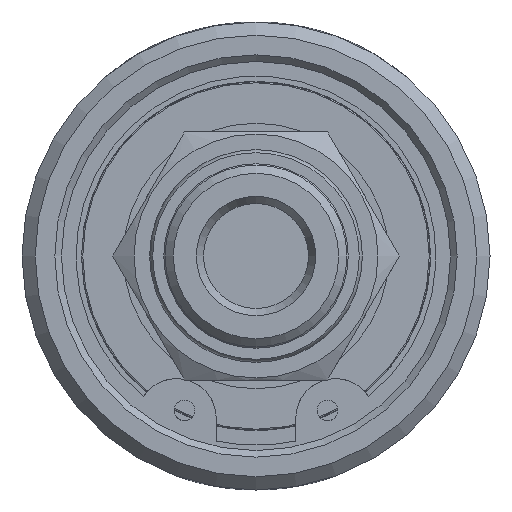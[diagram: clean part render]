
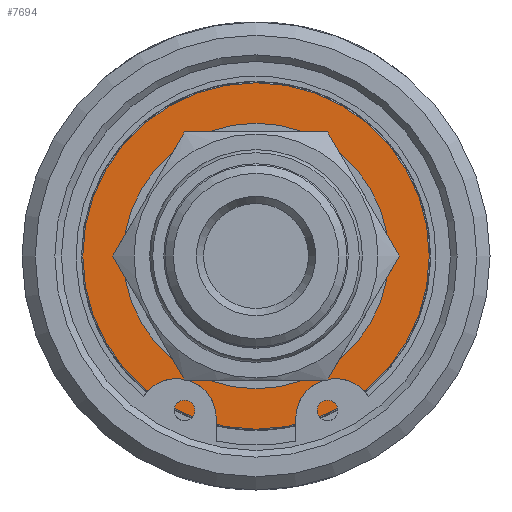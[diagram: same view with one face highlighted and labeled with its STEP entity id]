
A CAD part, left-side view. The second image highlights one B-rep face of the part: STEP entity #7694.
In plain terms, the highlighted planar face has unit normal (-1, 0, 0).
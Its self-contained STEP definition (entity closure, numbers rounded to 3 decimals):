
#69=FACE_BOUND('',#2729,.T.);
#1508=PLANE('',#8284);
#2259=FACE_OUTER_BOUND('',#2728,.T.);
#2728=EDGE_LOOP('',(#7104,#7105));
#2729=EDGE_LOOP('',(#7106,#7107));
#3025=CIRCLE('',#8282,16.05);
#3026=CIRCLE('',#8283,16.05);
#3027=CIRCLE('',#8285,20.95);
#3028=CIRCLE('',#8286,20.95);
#3787=VERTEX_POINT('',#56416);
#3788=VERTEX_POINT('',#56417);
#3789=VERTEX_POINT('',#56422);
#3790=VERTEX_POINT('',#56423);
#4909=EDGE_CURVE('',#3787,#3788,#3025,.T.);
#4910=EDGE_CURVE('',#3788,#3787,#3026,.T.);
#4912=EDGE_CURVE('',#3789,#3790,#3027,.T.);
#4913=EDGE_CURVE('',#3790,#3789,#3028,.T.);
#7104=ORIENTED_EDGE('',*,*,#4912,.F.);
#7105=ORIENTED_EDGE('',*,*,#4913,.F.);
#7106=ORIENTED_EDGE('',*,*,#4909,.T.);
#7107=ORIENTED_EDGE('',*,*,#4910,.T.);
#7694=ADVANCED_FACE('',(#2259,#69),#1508,.T.);
#8282=AXIS2_PLACEMENT_3D('',#56418,#9840,#9841);
#8283=AXIS2_PLACEMENT_3D('',#56419,#9842,#9843);
#8284=AXIS2_PLACEMENT_3D('',#56421,#9845,#9846);
#8285=AXIS2_PLACEMENT_3D('',#56424,#9847,#9848);
#8286=AXIS2_PLACEMENT_3D('',#56425,#9849,#9850);
#9840=DIRECTION('center_axis',(1.,0.,0.));
#9841=DIRECTION('ref_axis',(0.,-1.,0.));
#9842=DIRECTION('center_axis',(1.,0.,0.));
#9843=DIRECTION('ref_axis',(0.,-1.,0.));
#9845=DIRECTION('center_axis',(-1.,0.,0.));
#9846=DIRECTION('ref_axis',(0.,1.,0.));
#9847=DIRECTION('center_axis',(1.,0.,0.));
#9848=DIRECTION('ref_axis',(0.,-1.,0.));
#9849=DIRECTION('center_axis',(1.,0.,0.));
#9850=DIRECTION('ref_axis',(0.,-1.,0.));
#56416=CARTESIAN_POINT('',(45.405,-16.05,0.));
#56417=CARTESIAN_POINT('',(45.405,16.05,0.));
#56418=CARTESIAN_POINT('Origin',(45.405,0.,0.));
#56419=CARTESIAN_POINT('Origin',(45.405,0.,0.));
#56421=CARTESIAN_POINT('Origin',(45.405,-18.5,0.));
#56422=CARTESIAN_POINT('',(45.405,-20.95,0.));
#56423=CARTESIAN_POINT('',(45.405,20.95,0.));
#56424=CARTESIAN_POINT('Origin',(45.405,0.,0.));
#56425=CARTESIAN_POINT('Origin',(45.405,0.,0.));
